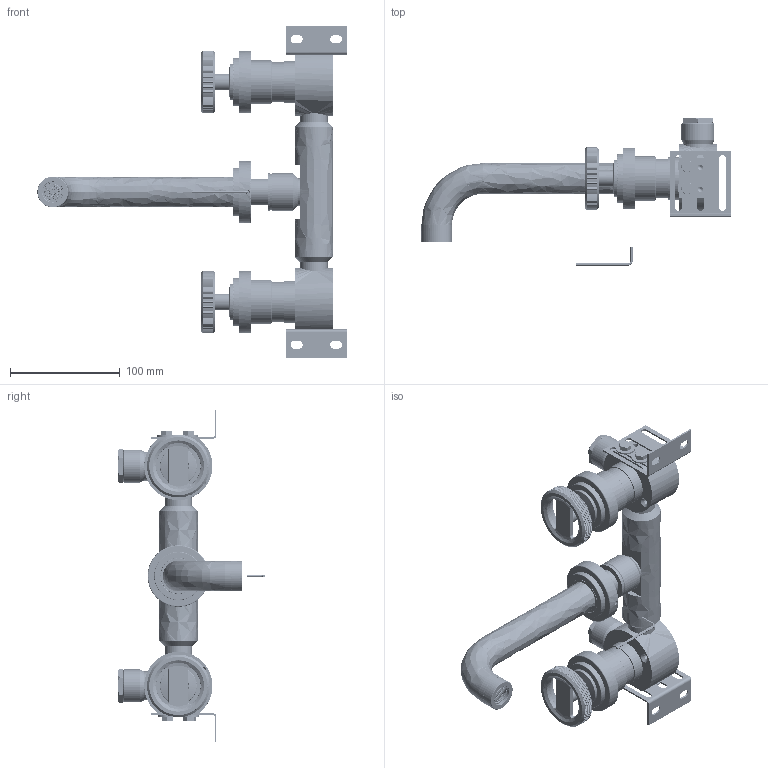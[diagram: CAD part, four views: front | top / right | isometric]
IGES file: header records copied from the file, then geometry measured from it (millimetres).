
Global section: file name: V7KALL17-2LW; native system: Autodesk Inventor 2023; preprocessor: unknown; author: clarkin; date: 20231024.150918; units: millimetre
Bounding box: 281.3 x 133.78 x 302 mm (x, y, z)
Volume: 607944 mm3; surface area: 296163.5 mm2
Topology: 69 solids, 69 shells, 4415 faces, 11772 edges, 7653 vertices
Faces by surface type: bspline 4415
